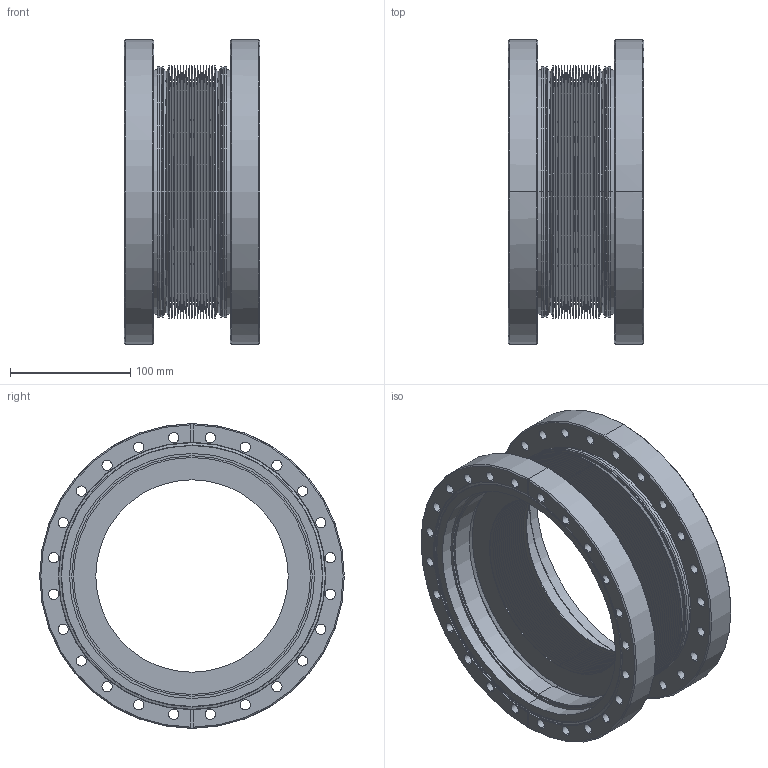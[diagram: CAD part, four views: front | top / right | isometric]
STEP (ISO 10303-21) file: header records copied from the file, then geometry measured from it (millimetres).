
FILE_DESCRIPTION( (''), '2;1');
FILE_NAME ('CAD714.2220.NCE3253K_21119.stp','2016-05-18T16:55:22',(''),(''),'spGate 11.3.9','spGate','');
FILE_SCHEMA (('AUTOMOTIVE_DESIGN'));
Length unit declared in the file: millimetre
Products named in the file (9): Assembly; NCE3253-1; NCE2253-Y; NCE2253-2; NCE2253-3; NCE2253-3_mr; NCE2253-Y_mr; NCE2253K-2-1; NCE2253K-2-2
Assembly tree (8 placements, depth 2):
  Assembly
    NCE3253-1
    NCE2253-Y
    NCE2253-2
    NCE2253-3
    NCE2253-3_mr
    NCE2253-Y_mr
    NCE2253K-2-1
    NCE2253K-2-2
Bounding box: 113 x 253.2 x 253.2 mm (x, y, z)
Volume: 1016294.1 mm3; surface area: 1078699.9 mm2
Topology: 8 solids, 8 shells, 376 faces, 912 edges, 566 vertices
Faces by surface type: bspline 178, cylinder 152, plane 46
Entity records: 19538 total; most frequent: CARTESIAN_POINT 3932, ORIENTED_EDGE 1824, DIRECTION 1564, COLOUR_RGB 1296, PRESENTATION_STYLE_ASSIGNMENT 1296, STYLED_ITEM 1296, EDGE_CURVE 912, DRAUGHTING_PRE_DEFINED_CURVE_FONT 912
